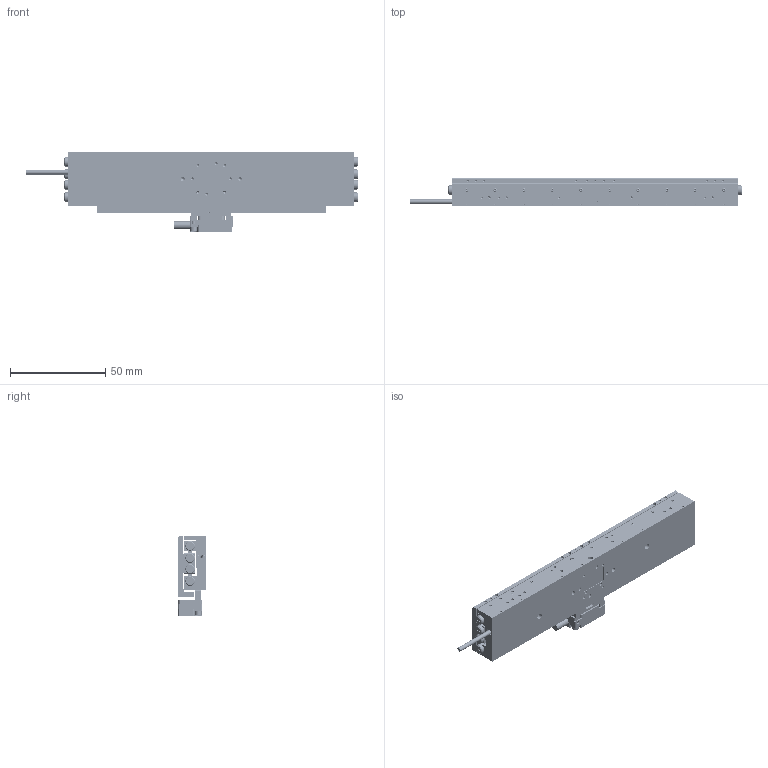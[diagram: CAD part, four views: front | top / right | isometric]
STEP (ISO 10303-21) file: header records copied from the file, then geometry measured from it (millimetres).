
FILE_DESCRIPTION (( 'STEP AP214' ), '1' );
FILE_NAME ('PPS-28-153X9.STEP', '2023-08-03T23:37:45', ( '' ), ( '' ), 'SwSTEP 2.0', 'SolidWorks 2023', '' );
FILE_SCHEMA (( 'AUTOMOTIVE_DESIGN' ));
Length unit declared in the file: millimetre
Products named in the file (19): SCREW, MS-PPH, M-JCIS_M2.5 x 0.45 x 6mm; PPS-20, Scale Bracket, MII, Master Part_120mm; SCREW, SHCS-F, M-DIN_M3 x 0.5 x 06mm; Dowel Pin, M-DIN_M01 x 004; NB Slide Way SVW 2000 Center Way_SVW 2150 Custom; PPS-28, Carriage, Master Part_150; NB Slide Way SVW 2000 Rail_SVW 2150 Custom; 130161 Bearing, NB, Slide Way, SVW 2000_SVW 2150-25Z Custom (Rigid at Center); PPS-28, Base, Master Part_150mm, 2 motors, No Ears ; PPS-28-153X9; Set Screw, Cup-H, E-ASME_E1-72 x 1''16; TFC-421 Silver Braided Cable_L90; SCREW, SHCS-S, M-DIN_M2 x 0.4 x 06mm; SCREW, MS-PPH, M-JCIS_M1.6 x 0.35 x 4mm; 430438 PPS 28, Back Cover, NJ8x13; SCREW, SHCS-S, M-DIN_M1.6 x 0.35 x 06mm; 110123 Encoder Head, MII 6000, Atmospheric; NB Slide Way SVW 2000 Cage_SVW 2150-25Z Custom; 430414 PPS-20 & 28, Encoder Bracket, MII
Assembly tree (63 placements, depth 3):
  PPS-28-153X9
    PPS-28, Base, Master Part_150mm, 2 motors, No Ears 
    430438 PPS 28, Back Cover, NJ8x13
    TFC-421 Silver Braided Cable_L90
    PPS-28, Carriage, Master Part_150
    SCREW, SHCS-F, M-DIN_M3 x 0.5 x 06mm  x10
    130161 Bearing, NB, Slide Way, SVW 2000_SVW 2150-25Z Custom (Rigid at Center)
      NB Slide Way SVW 2000 Rail_SVW 2150 Custom  x2
      NB Slide Way SVW 2000 Center Way_SVW 2150 Custom
      NB Slide Way SVW 2000 Cage_SVW 2150-25Z Custom  x2
    SCREW, MS-PPH, M-JCIS_M2.5 x 0.45 x 6mm  x20
    Set Screw, Cup-H, E-ASME_E1-72 x 1''16  x10
    110123 Encoder Head, MII 6000, Atmospheric
    430414 PPS-20 & 28, Encoder Bracket, MII
    PPS-20, Scale Bracket, MII, Master Part_120mm
    SCREW, SHCS-S, M-DIN_M1.6 x 0.35 x 06mm  x2
    SCREW, SHCS-S, M-DIN_M2 x 0.4 x 06mm  x2
    SCREW, MS-PPH, M-JCIS_M1.6 x 0.35 x 4mm  x4
    Dowel Pin, M-DIN_M01 x 004  x2
Bounding box: 174.2 x 15 x 41.71 mm (x, y, z)
Volume: 60278.6 mm3; surface area: 58422.6 mm2
Topology: 80 solids, 80 shells, 3311 faces, 8092 edges, 4941 vertices
Faces by surface type: plane 1259, cylinder 1134, cone 718, torus 176, bspline 24
Entity records: 93572 total; most frequent: CARTESIAN_POINT 50181, DIRECTION 9301, ORIENTED_EDGE 8484, EDGE_CURVE 4242, AXIS2_PLACEMENT_3D 3577, VERTEX_POINT 2719, EDGE_LOOP 2165, VECTOR 2147
